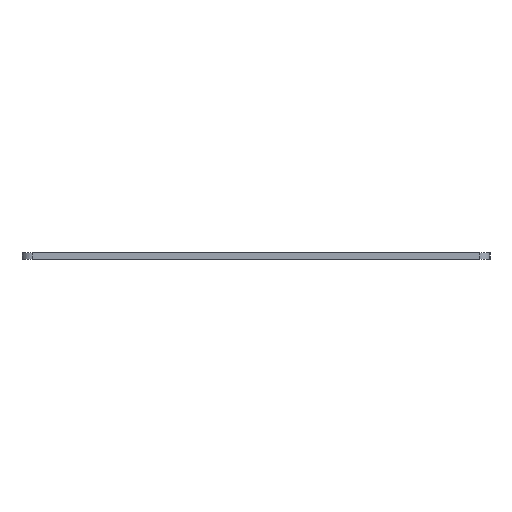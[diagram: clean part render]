
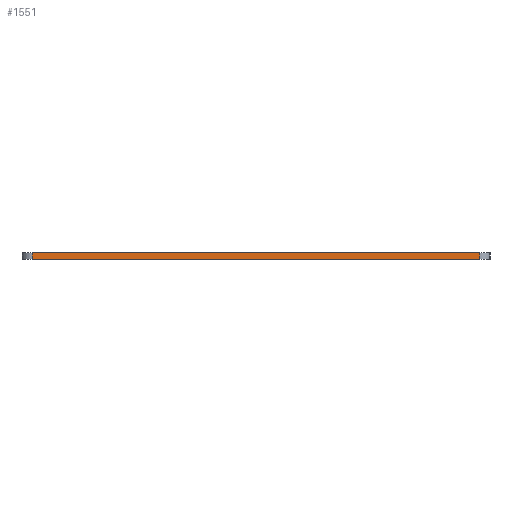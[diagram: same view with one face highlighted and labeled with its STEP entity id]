
A CAD part, left-side view. The second image highlights one B-rep face of the part: STEP entity #1551.
In plain terms, the highlighted planar face has unit normal (-1, 0, 0).
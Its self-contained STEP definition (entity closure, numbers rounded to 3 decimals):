
#83 = PLANE('',#84);
#84 = AXIS2_PLACEMENT_3D('',#85,#86,#87);
#85 = CARTESIAN_POINT('',(195.669,-54.719,1.6));
#86 = DIRECTION('',(0.,0.,1.));
#87 = DIRECTION('',(1.,0.,0.));
#137 = PLANE('',#138);
#138 = AXIS2_PLACEMENT_3D('',#139,#140,#141);
#139 = CARTESIAN_POINT('',(195.669,-54.719,0.));
#140 = DIRECTION('',(0.,0.,1.));
#141 = DIRECTION('',(1.,0.,0.));
#390 = VERTEX_POINT('',#391);
#391 = CARTESIAN_POINT('',(-0.05,-2.331,0.));
#406 = CYLINDRICAL_SURFACE('',#407,2.381);
#407 = AXIS2_PLACEMENT_3D('',#408,#409,#410);
#408 = CARTESIAN_POINT('',(2.331,-2.331,0.));
#409 = DIRECTION('',(0.,0.,-1.));
#410 = DIRECTION('',(1.,0.,0.));
#418 = EDGE_CURVE('',#390,#419,#421,.T.);
#419 = VERTEX_POINT('',#420);
#420 = CARTESIAN_POINT('',(-0.05,-107.106,0.));
#421 = SURFACE_CURVE('',#422,(#426,#433),.PCURVE_S1.);
#422 = LINE('',#423,#424);
#423 = CARTESIAN_POINT('',(-0.05,-2.331,0.));
#424 = VECTOR('',#425,1.);
#425 = DIRECTION('',(0.,-1.,0.));
#426 = PCURVE('',#137,#427);
#427 = DEFINITIONAL_REPRESENTATION('',(#428),#432);
#428 = LINE('',#429,#430);
#429 = CARTESIAN_POINT('',(-195.719,52.388));
#430 = VECTOR('',#431,1.);
#431 = DIRECTION('',(0.,-1.));
#432 = ( GEOMETRIC_REPRESENTATION_CONTEXT(2) 
PARAMETRIC_REPRESENTATION_CONTEXT() REPRESENTATION_CONTEXT('2D SPACE',''
  ) );
#433 = PCURVE('',#434,#439);
#434 = PLANE('',#435);
#435 = AXIS2_PLACEMENT_3D('',#436,#437,#438);
#436 = CARTESIAN_POINT('',(-0.05,-2.331,0.));
#437 = DIRECTION('',(1.,0.,0.));
#438 = DIRECTION('',(0.,-1.,0.));
#439 = DEFINITIONAL_REPRESENTATION('',(#440),#444);
#440 = LINE('',#441,#442);
#441 = CARTESIAN_POINT('',(0.,0.));
#442 = VECTOR('',#443,1.);
#443 = DIRECTION('',(1.,0.));
#444 = ( GEOMETRIC_REPRESENTATION_CONTEXT(2) 
PARAMETRIC_REPRESENTATION_CONTEXT() REPRESENTATION_CONTEXT('2D SPACE',''
  ) );
#463 = CYLINDRICAL_SURFACE('',#464,2.381);
#464 = AXIS2_PLACEMENT_3D('',#465,#466,#467);
#465 = CARTESIAN_POINT('',(2.331,-107.106,0.));
#466 = DIRECTION('',(0.,0.,-1.));
#467 = DIRECTION('',(1.,0.,0.));
#938 = VERTEX_POINT('',#939);
#939 = CARTESIAN_POINT('',(-0.05,-2.331,1.6));
#961 = EDGE_CURVE('',#938,#962,#964,.T.);
#962 = VERTEX_POINT('',#963);
#963 = CARTESIAN_POINT('',(-0.05,-107.106,1.6));
#964 = SURFACE_CURVE('',#965,(#969,#976),.PCURVE_S1.);
#965 = LINE('',#966,#967);
#966 = CARTESIAN_POINT('',(-0.05,-2.331,1.6));
#967 = VECTOR('',#968,1.);
#968 = DIRECTION('',(0.,-1.,0.));
#969 = PCURVE('',#83,#970);
#970 = DEFINITIONAL_REPRESENTATION('',(#971),#975);
#971 = LINE('',#972,#973);
#972 = CARTESIAN_POINT('',(-195.719,52.388));
#973 = VECTOR('',#974,1.);
#974 = DIRECTION('',(0.,-1.));
#975 = ( GEOMETRIC_REPRESENTATION_CONTEXT(2) 
PARAMETRIC_REPRESENTATION_CONTEXT() REPRESENTATION_CONTEXT('2D SPACE',''
  ) );
#976 = PCURVE('',#434,#977);
#977 = DEFINITIONAL_REPRESENTATION('',(#978),#982);
#978 = LINE('',#979,#980);
#979 = CARTESIAN_POINT('',(0.,-1.6));
#980 = VECTOR('',#981,1.);
#981 = DIRECTION('',(1.,0.));
#982 = ( GEOMETRIC_REPRESENTATION_CONTEXT(2) 
PARAMETRIC_REPRESENTATION_CONTEXT() REPRESENTATION_CONTEXT('2D SPACE',''
  ) );
#1501 = EDGE_CURVE('',#419,#962,#1502,.T.);
#1502 = SURFACE_CURVE('',#1503,(#1507,#1514),.PCURVE_S1.);
#1503 = LINE('',#1504,#1505);
#1504 = CARTESIAN_POINT('',(-0.05,-107.106,0.));
#1505 = VECTOR('',#1506,1.);
#1506 = DIRECTION('',(0.,0.,1.));
#1507 = PCURVE('',#463,#1508);
#1508 = DEFINITIONAL_REPRESENTATION('',(#1509),#1513);
#1509 = LINE('',#1510,#1511);
#1510 = CARTESIAN_POINT('',(-3.142,0.));
#1511 = VECTOR('',#1512,1.);
#1512 = DIRECTION('',(0.,-1.));
#1513 = ( GEOMETRIC_REPRESENTATION_CONTEXT(2) 
PARAMETRIC_REPRESENTATION_CONTEXT() REPRESENTATION_CONTEXT('2D SPACE',''
  ) );
#1514 = PCURVE('',#434,#1515);
#1515 = DEFINITIONAL_REPRESENTATION('',(#1516),#1520);
#1516 = LINE('',#1517,#1518);
#1517 = CARTESIAN_POINT('',(104.775,0.));
#1518 = VECTOR('',#1519,1.);
#1519 = DIRECTION('',(0.,-1.));
#1520 = ( GEOMETRIC_REPRESENTATION_CONTEXT(2) 
PARAMETRIC_REPRESENTATION_CONTEXT() REPRESENTATION_CONTEXT('2D SPACE',''
  ) );
#1530 = EDGE_CURVE('',#390,#938,#1531,.T.);
#1531 = SURFACE_CURVE('',#1532,(#1536,#1543),.PCURVE_S1.);
#1532 = LINE('',#1533,#1534);
#1533 = CARTESIAN_POINT('',(-0.05,-2.331,0.));
#1534 = VECTOR('',#1535,1.);
#1535 = DIRECTION('',(0.,0.,1.));
#1536 = PCURVE('',#406,#1537);
#1537 = DEFINITIONAL_REPRESENTATION('',(#1538),#1542);
#1538 = LINE('',#1539,#1540);
#1539 = CARTESIAN_POINT('',(-3.142,0.));
#1540 = VECTOR('',#1541,1.);
#1541 = DIRECTION('',(0.,-1.));
#1542 = ( GEOMETRIC_REPRESENTATION_CONTEXT(2) 
PARAMETRIC_REPRESENTATION_CONTEXT() REPRESENTATION_CONTEXT('2D SPACE',''
  ) );
#1543 = PCURVE('',#434,#1544);
#1544 = DEFINITIONAL_REPRESENTATION('',(#1545),#1549);
#1545 = LINE('',#1546,#1547);
#1546 = CARTESIAN_POINT('',(0.,0.));
#1547 = VECTOR('',#1548,1.);
#1548 = DIRECTION('',(0.,-1.));
#1549 = ( GEOMETRIC_REPRESENTATION_CONTEXT(2) 
PARAMETRIC_REPRESENTATION_CONTEXT() REPRESENTATION_CONTEXT('2D SPACE',''
  ) );
#1551 = ADVANCED_FACE('',(#1552),#434,.F.);
#1552 = FACE_BOUND('',#1553,.F.);
#1553 = EDGE_LOOP('',(#1554,#1555,#1556,#1557));
#1554 = ORIENTED_EDGE('',*,*,#1530,.T.);
#1555 = ORIENTED_EDGE('',*,*,#961,.T.);
#1556 = ORIENTED_EDGE('',*,*,#1501,.F.);
#1557 = ORIENTED_EDGE('',*,*,#418,.F.);
